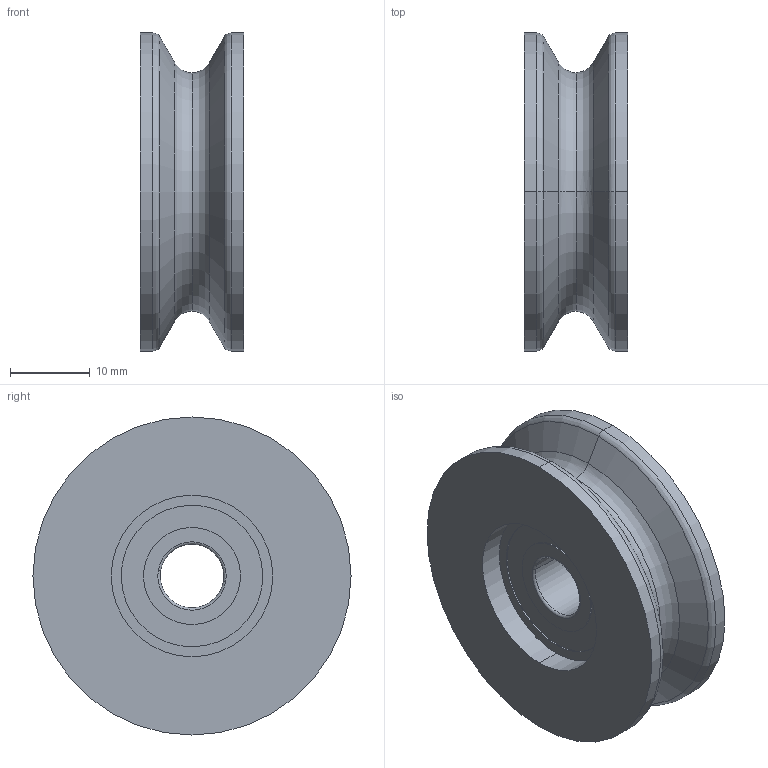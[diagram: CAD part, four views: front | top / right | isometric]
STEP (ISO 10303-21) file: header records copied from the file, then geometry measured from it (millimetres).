
FILE_DESCRIPTION (( 'STEP AP214' ), '1' );
FILE_NAME ('0023791.step', '2024-09-25T10:46:20', ( '' ), ( '' ), 'SwSTEP 2.0', 'SolidWorks 2020', '' );
FILE_SCHEMA (( 'AUTOMOTIVE_DESIGN' ));
Length unit declared in the file: millimetre
Products named in the file (3): S106930_SEK-040_KS; 0014091_DIN625-608-8-ZZ-ABEC3_DIN 625 - 608 - 8,SI,NC,8_68; 0023791
Assembly tree (2 placements, depth 2):
  0023791
    S106930_SEK-040_KS
    0014091_DIN625-608-8-ZZ-ABEC3_DIN 625 - 608 - 8,SI,NC,8_68
Bounding box: 13 x 40 x 40 mm (x, y, z)
Volume: 10497.1 mm3; surface area: 7794.1 mm2
Topology: 6 solids, 6 shells, 72 faces, 144 edges, 84 vertices
Faces by surface type: cylinder 30, torus 26, plane 12, cone 4
Entity records: 2192 total; most frequent: DIRECTION 408, CARTESIAN_POINT 305, ORIENTED_EDGE 288, AXIS2_PLACEMENT_3D 187, EDGE_CURVE 144, CIRCLE 110, EDGE_LOOP 84, VERTEX_POINT 84
